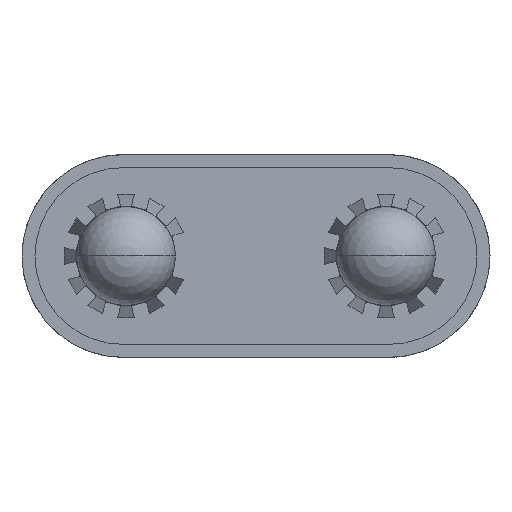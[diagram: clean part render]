
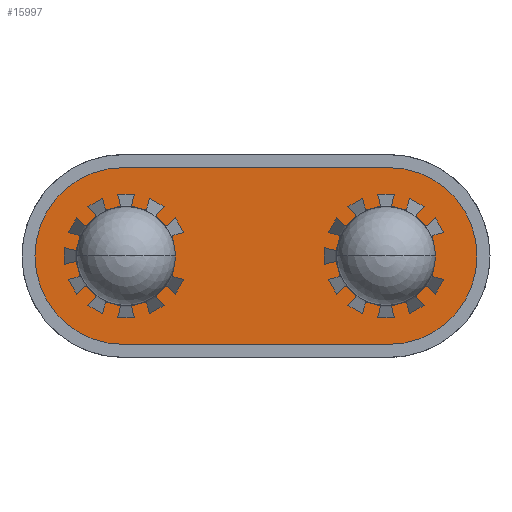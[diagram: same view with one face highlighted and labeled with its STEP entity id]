
A CAD part, front view. The second image highlights one B-rep face of the part: STEP entity #15997.
In plain terms, the highlighted planar face has unit normal (0, -1, 0).
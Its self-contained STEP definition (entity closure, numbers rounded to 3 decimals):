
#2308=DIRECTION('',(1.,0.,0.));
#2309=VECTOR('',#2308,10.2);
#2310=CARTESIAN_POINT('',(-5.1,-24.98,3.4));
#2311=LINE('',#2310,#2309);
#2312=CARTESIAN_POINT('',(5.1,-24.98,0.));
#2313=DIRECTION('',(0.,-1.,0.));
#2314=DIRECTION('',(0.,0.,-1.));
#2315=AXIS2_PLACEMENT_3D('',#2312,#2313,#2314);
#2317=DIRECTION('',(-1.,0.,0.));
#2318=VECTOR('',#2317,10.2);
#2319=CARTESIAN_POINT('',(5.1,-24.98,-3.4));
#2320=LINE('',#2319,#2318);
#2321=CARTESIAN_POINT('',(-5.1,-24.98,0.));
#2322=DIRECTION('',(0.,-1.,0.));
#2323=DIRECTION('',(0.,0.,1.));
#2324=AXIS2_PLACEMENT_3D('',#2321,#2322,#2323);
#9382=CARTESIAN_POINT('',(-5.1,-24.98,3.4));
#9383=CARTESIAN_POINT('',(5.1,-24.98,3.4));
#9384=VERTEX_POINT('',#9382);
#9385=VERTEX_POINT('',#9383);
#9386=CARTESIAN_POINT('',(5.1,-24.98,-3.4));
#9387=VERTEX_POINT('',#9386);
#9388=CARTESIAN_POINT('',(-5.1,-24.98,-3.4));
#9389=VERTEX_POINT('',#9388);
#15983=CARTESIAN_POINT('',(0.,-24.98,0.));
#15984=DIRECTION('',(0.,1.,0.));
#15985=DIRECTION('',(1.,0.,0.));
#15986=AXIS2_PLACEMENT_3D('',#15983,#15984,#15985);
#15987=PLANE('',#15986);
#15988=ORIENTED_EDGE('',*,*,#15966,.T.);
#15990=ORIENTED_EDGE('',*,*,#15989,.F.);
#15992=ORIENTED_EDGE('',*,*,#15991,.T.);
#15994=ORIENTED_EDGE('',*,*,#15993,.F.);
#15995=EDGE_LOOP('',(#15988,#15990,#15992,#15994));
#15996=FACE_OUTER_BOUND('',#15995,.F.);
#15997=ADVANCED_FACE('',(#15996),#15987,.F.);
#2316=CIRCLE('',#2315,3.4);
#2325=CIRCLE('',#2324,3.4);
#15966=EDGE_CURVE('',#9384,#9385,#2311,.T.);
#15989=EDGE_CURVE('',#9387,#9385,#2316,.T.);
#15991=EDGE_CURVE('',#9387,#9389,#2320,.T.);
#15993=EDGE_CURVE('',#9384,#9389,#2325,.T.);
